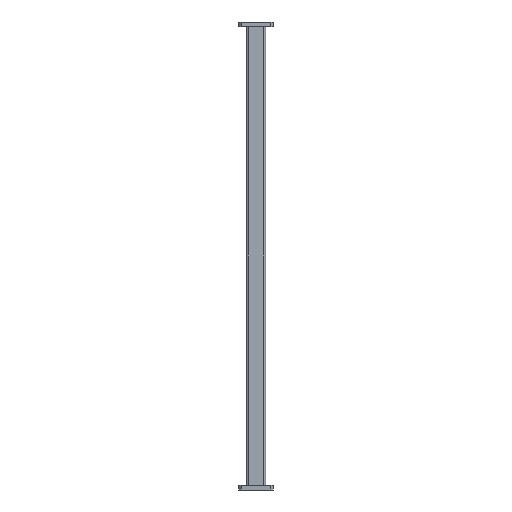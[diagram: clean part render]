
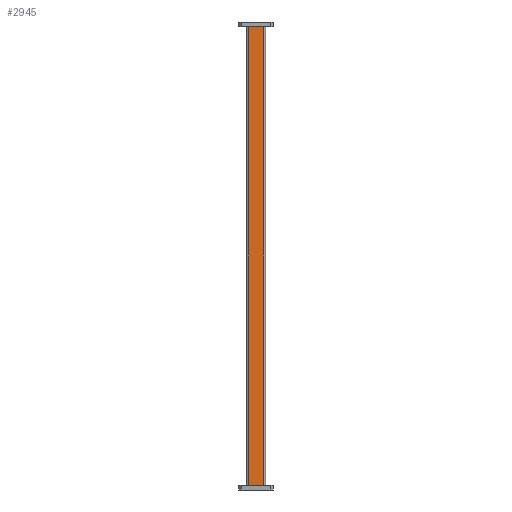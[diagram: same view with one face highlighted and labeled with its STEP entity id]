
A CAD part, front view. The second image highlights one B-rep face of the part: STEP entity #2945.
In plain terms, the highlighted planar face has unit normal (0, -1, 0).
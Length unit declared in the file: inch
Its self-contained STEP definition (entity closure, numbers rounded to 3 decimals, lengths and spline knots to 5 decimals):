
#52 = CARTESIAN_POINT ( 'NONE',  ( -0.4, -0.25, -23.76378 ) ) ;
#75 = DIRECTION ( 'NONE',  ( 1., 0., 0. ) ) ;
#91 = ORIENTED_EDGE ( 'NONE', *, *, #2341, .T. ) ;
#256 = FACE_OUTER_BOUND ( 'NONE', #1234, .T. ) ;
#605 = ORIENTED_EDGE ( 'NONE', *, *, #3057, .T. ) ;
#616 = VERTEX_POINT ( 'NONE', #1542 ) ;
#630 = VECTOR ( 'NONE', #2436, 39.37008 ) ;
#634 = VERTEX_POINT ( 'NONE', #3158 ) ;
#724 = VERTEX_POINT ( 'NONE', #52 ) ;
#733 = DIRECTION ( 'NONE',  ( 0., 1., 0. ) ) ;
#784 = DIRECTION ( 'NONE',  ( 0., 0., -1. ) ) ;
#831 = VECTOR ( 'NONE', #1540, 39.37008 ) ;
#966 = CARTESIAN_POINT ( 'NONE',  ( 0.4, -0.25, -24.88181 ) ) ;
#1042 = CARTESIAN_POINT ( 'NONE',  ( -0.4, -0.25, -24.88181 ) ) ;
#1067 = ORIENTED_EDGE ( 'NONE', *, *, #3338, .T. ) ;
#1097 = CARTESIAN_POINT ( 'NONE',  ( 0.5, -0.25, -23.76378 ) ) ;
#1114 = EDGE_CURVE ( 'NONE', #2064, #634, #1536, .T. ) ;
#1234 = EDGE_LOOP ( 'NONE', ( #2963, #1067, #605, #91 ) ) ;
#1259 = VECTOR ( 'NONE', #75, 39.37008 ) ;
#1294 = CARTESIAN_POINT ( 'NONE',  ( 0.5, -0.25, -24.88181 ) ) ;
#1536 = LINE ( 'NONE', #1882, #630 ) ;
#1540 = DIRECTION ( 'NONE',  ( 0., 0., 1. ) ) ;
#1542 = CARTESIAN_POINT ( 'NONE',  ( 0.4, -0.25, -23.76378 ) ) ;
#1878 = LINE ( 'NONE', #1097, #1259 ) ;
#1882 = CARTESIAN_POINT ( 'NONE',  ( 0.5, -0.25, -0.23622 ) ) ;
#2064 = VERTEX_POINT ( 'NONE', #2381 ) ;
#2278 = AXIS2_PLACEMENT_3D ( 'NONE', #1294, #733, #2917 ) ;
#2341 = EDGE_CURVE ( 'NONE', #616, #2064, #3384, .T. ) ;
#2381 = CARTESIAN_POINT ( 'NONE',  ( 0.4, -0.25, -0.23622 ) ) ;
#2395 = LINE ( 'NONE', #1042, #2502 ) ;
#2436 = DIRECTION ( 'NONE',  ( -1., 0., 0. ) ) ;
#2502 = VECTOR ( 'NONE', #784, 39.37008 ) ;
#2917 = DIRECTION ( 'NONE',  ( 0., 0., 1. ) ) ;
#2945 = ADVANCED_FACE ( 'NONE', ( #256 ), #3143, .F. ) ;
#2963 = ORIENTED_EDGE ( 'NONE', *, *, #1114, .T. ) ;
#3057 = EDGE_CURVE ( 'NONE', #724, #616, #1878, .T. ) ;
#3143 = PLANE ( 'NONE',  #2278 ) ;
#3158 = CARTESIAN_POINT ( 'NONE',  ( -0.4, -0.25, -0.23622 ) ) ;
#3338 = EDGE_CURVE ( 'NONE', #634, #724, #2395, .T. ) ;
#3384 = LINE ( 'NONE', #966, #831 ) ;
